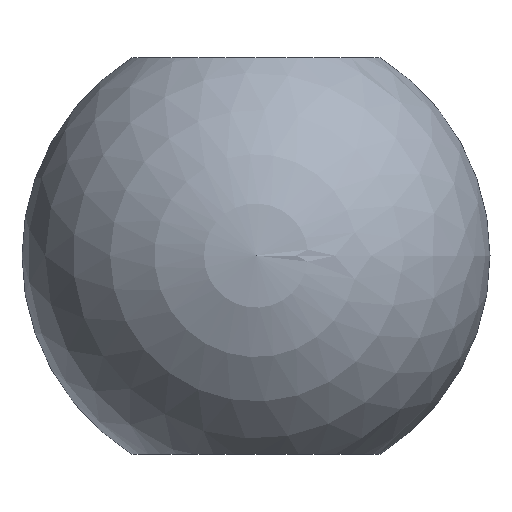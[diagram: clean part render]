
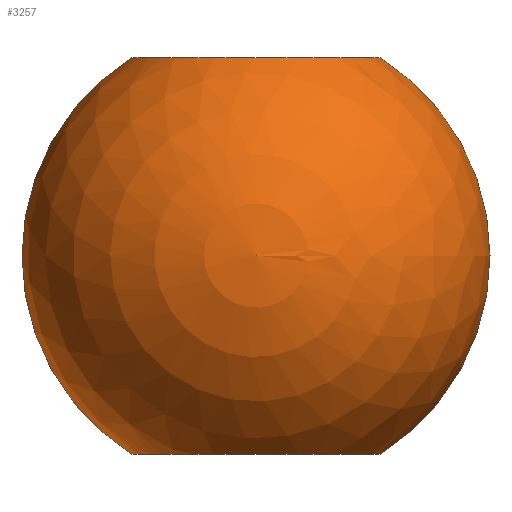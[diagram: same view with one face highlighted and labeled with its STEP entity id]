
A CAD part, top view. The second image highlights one B-rep face of the part: STEP entity #3257.
In plain terms, the highlighted spherical face has radius 10 mm.
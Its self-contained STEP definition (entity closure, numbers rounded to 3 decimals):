
#8 = DIRECTION ( 'NONE',  ( 0., 0., 1. ) ) ;
#112 = CIRCLE ( 'NONE', #10301, 10. ) ;
#260 = VERTEX_POINT ( 'NONE', #11770 ) ;
#344 = DIRECTION ( 'NONE',  ( 0., -1., 0. ) ) ;
#518 = ORIENTED_EDGE ( 'NONE', *, *, #11970, .T. ) ;
#621 = CARTESIAN_POINT ( 'NONE',  ( 0., -8.472, 5.312 ) ) ;
#640 = DIRECTION ( 'NONE',  ( 0., 1., 0. ) ) ;
#925 = CARTESIAN_POINT ( 'NONE',  ( 0., 0., 0. ) ) ;
#989 = ORIENTED_EDGE ( 'NONE', *, *, #8734, .T. ) ;
#1870 = DIRECTION ( 'NONE',  ( 1., 0., 0. ) ) ;
#2471 = DIRECTION ( 'NONE',  ( 0., 0., 1. ) ) ;
#2503 = CARTESIAN_POINT ( 'NONE',  ( 0., -8.472, 0. ) ) ;
#2761 = CARTESIAN_POINT ( 'NONE',  ( 0., 0., 0. ) ) ;
#3009 = CIRCLE ( 'NONE', #9237, 5.312 ) ;
#3119 = DIRECTION ( 'NONE',  ( 0., 1., 0. ) ) ;
#3130 = AXIS2_PLACEMENT_3D ( 'NONE', #925, #10780, #5770 ) ;
#3257 = ADVANCED_FACE ( 'NONE', ( #8123 ), #5361, .T. ) ;
#3781 = DIRECTION ( 'NONE',  ( 0., -1., 0. ) ) ;
#3921 = EDGE_CURVE ( 'NONE', #6601, #6097, #5036, .T. ) ;
#3943 = EDGE_CURVE ( 'NONE', #7793, #4100, #11033, .T. ) ;
#4061 = DIRECTION ( 'NONE',  ( 0., 0., 1. ) ) ;
#4100 = VERTEX_POINT ( 'NONE', #621 ) ;
#4974 = CARTESIAN_POINT ( 'NONE',  ( 0., -8.472, 0. ) ) ;
#5016 = AXIS2_PLACEMENT_3D ( 'NONE', #2761, #8, #1870 ) ;
#5036 = CIRCLE ( 'NONE', #5112, 5.312 ) ;
#5112 = AXIS2_PLACEMENT_3D ( 'NONE', #5757, #3781, #12641 ) ;
#5361 = SPHERICAL_SURFACE ( 'NONE', #3130, 10. ) ;
#5757 = CARTESIAN_POINT ( 'NONE',  ( 0., 8.472, 0. ) ) ;
#5770 = DIRECTION ( 'NONE',  ( 1., 0., 0. ) ) ;
#5784 = AXIS2_PLACEMENT_3D ( 'NONE', #4974, #3119, #4061 ) ;
#5849 = CARTESIAN_POINT ( 'NONE',  ( 0., 0., 0. ) ) ;
#5961 = CIRCLE ( 'NONE', #5016, 10. ) ;
#6097 = VERTEX_POINT ( 'NONE', #7815 ) ;
#6601 = VERTEX_POINT ( 'NONE', #11914 ) ;
#7195 = ORIENTED_EDGE ( 'NONE', *, *, #3943, .T. ) ;
#7243 = DIRECTION ( 'NONE',  ( 0., 0., -1. ) ) ;
#7793 = VERTEX_POINT ( 'NONE', #8691 ) ;
#7815 = CARTESIAN_POINT ( 'NONE',  ( 0., 8.472, 5.312 ) ) ;
#8097 = CARTESIAN_POINT ( 'NONE',  ( -5.312, 8.472, 0. ) ) ;
#8123 = FACE_OUTER_BOUND ( 'NONE', #10719, .T. ) ;
#8501 = AXIS2_PLACEMENT_3D ( 'NONE', #11143, #344, #7243 ) ;
#8691 = CARTESIAN_POINT ( 'NONE',  ( -5.312, -8.472, 0. ) ) ;
#8725 = VERTEX_POINT ( 'NONE', #8097 ) ;
#8734 = EDGE_CURVE ( 'NONE', #6097, #8725, #12080, .T. ) ;
#8812 = DIRECTION ( 'NONE',  ( 0., 0., -1. ) ) ;
#9237 = AXIS2_PLACEMENT_3D ( 'NONE', #2503, #640, #2471 ) ;
#9536 = ORIENTED_EDGE ( 'NONE', *, *, #3921, .T. ) ;
#9696 = ORIENTED_EDGE ( 'NONE', *, *, #12072, .F. ) ;
#10301 = AXIS2_PLACEMENT_3D ( 'NONE', #5849, #8812, #11649 ) ;
#10591 = EDGE_CURVE ( 'NONE', #4100, #260, #3009, .T. ) ;
#10719 = EDGE_LOOP ( 'NONE', ( #9696, #7195, #11744, #518, #9536, #989 ) ) ;
#10780 = DIRECTION ( 'NONE',  ( 0., 0., -1. ) ) ;
#11033 = CIRCLE ( 'NONE', #5784, 5.312 ) ;
#11143 = CARTESIAN_POINT ( 'NONE',  ( 0., 8.472, 0. ) ) ;
#11649 = DIRECTION ( 'NONE',  ( -1., 0., 0. ) ) ;
#11744 = ORIENTED_EDGE ( 'NONE', *, *, #10591, .T. ) ;
#11770 = CARTESIAN_POINT ( 'NONE',  ( 5.312, -8.472, 0. ) ) ;
#11914 = CARTESIAN_POINT ( 'NONE',  ( 5.312, 8.472, 0. ) ) ;
#11970 = EDGE_CURVE ( 'NONE', #260, #6601, #5961, .T. ) ;
#12072 = EDGE_CURVE ( 'NONE', #7793, #8725, #112, .T. ) ;
#12080 = CIRCLE ( 'NONE', #8501, 5.312 ) ;
#12641 = DIRECTION ( 'NONE',  ( 0., 0., -1. ) ) ;
